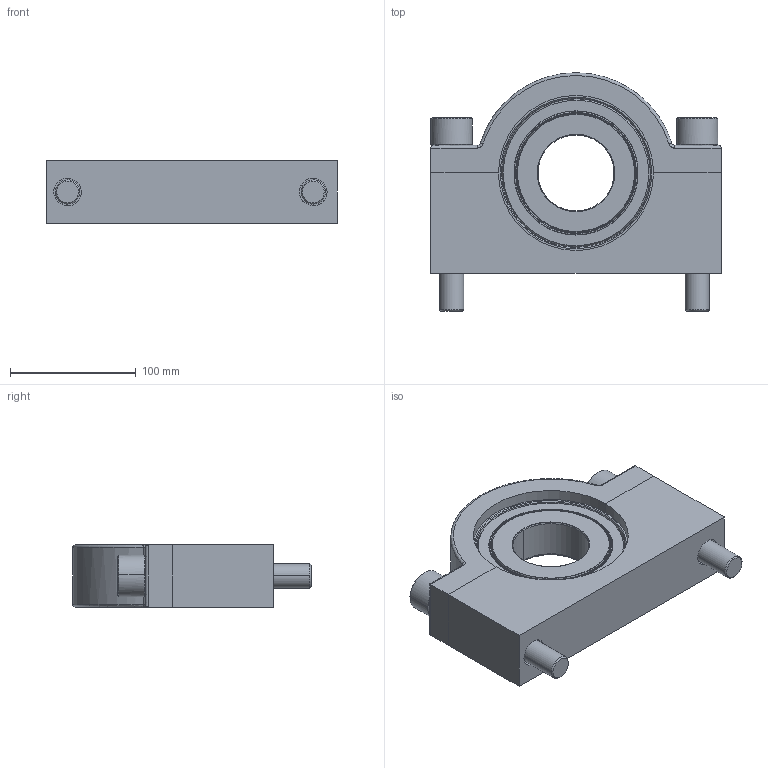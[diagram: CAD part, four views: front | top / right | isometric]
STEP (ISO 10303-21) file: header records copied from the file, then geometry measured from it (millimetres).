
FILE_DESCRIPTION(('FreeCAD Model'),'2;1');
FILE_NAME('Open CASCADE Shape Model','2025-05-08T01:35:57',('FreeCAD'),( 'FreeCAD'),'Open CASCADE STEP processor 7.6','FreeCAD','Unknown');
FILE_SCHEMA(('AUTOMOTIVE_DESIGN { 1 0 10303 214 1 1 1 1 }'));
Length unit declared in the file: millimetre
Products named in the file (1): Open CASCADE STEP translator 7.6 1
Bounding box: 231.22 x 189.93 x 49.55 mm (x, y, z)
Volume: 1135789.6 mm3; surface area: 234418.5 mm2
Topology: 18 solids, 18 shells, 214 faces, 470 edges, 278 vertices
Faces by surface type: bspline 214
Entity records: 6793 total; most frequent: CARTESIAN_POINT 4163, ORIENTED_EDGE 908, EDGE_CURVE 454, VERTEX_POINT 278, FACE_BOUND 236, EDGE_LOOP 236, ADVANCED_FACE 214, B_SPLINE_CURVE_WITH_KNOTS 204
